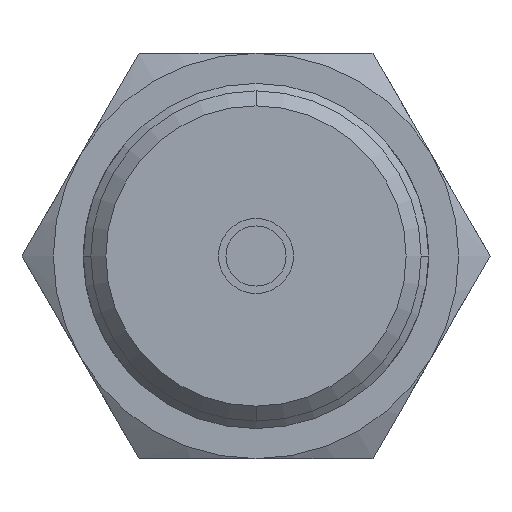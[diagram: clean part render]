
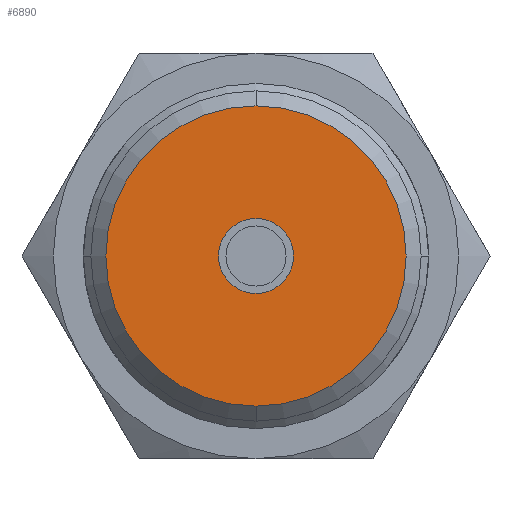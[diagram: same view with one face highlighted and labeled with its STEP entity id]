
A CAD part, left-side view. The second image highlights one B-rep face of the part: STEP entity #6890.
In plain terms, the highlighted planar face has unit normal (-1, 0, 0).
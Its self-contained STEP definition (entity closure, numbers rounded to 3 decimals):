
#94 = CARTESIAN_POINT ( 'NONE',  ( -68., 0., -10. ) ) ;
#194 = DIRECTION ( 'NONE',  ( 0., 0., -1. ) ) ;
#470 = AXIS2_PLACEMENT_3D ( 'NONE', #4923, #10804, #5749 ) ;
#672 = EDGE_CURVE ( 'NONE', #6286, #1334, #1716, .T. ) ;
#1334 = VERTEX_POINT ( 'NONE', #3069 ) ;
#1535 = FACE_OUTER_BOUND ( 'NONE', #3343, .T. ) ;
#1716 = CIRCLE ( 'NONE', #9649, 10. ) ;
#1825 = CIRCLE ( 'NONE', #4632, 10. ) ;
#2187 = VERTEX_POINT ( 'NONE', #4050 ) ;
#3012 = EDGE_LOOP ( 'NONE', ( #8036, #4879 ) ) ;
#3069 = CARTESIAN_POINT ( 'NONE',  ( -68., 0., 10. ) ) ;
#3257 = DIRECTION ( 'NONE',  ( 1., 0., 0. ) ) ;
#3343 = EDGE_LOOP ( 'NONE', ( #9415, #5555 ) ) ;
#3561 = FACE_BOUND ( 'NONE', #3012, .T. ) ;
#4050 = CARTESIAN_POINT ( 'NONE',  ( -68., 0., 2.5 ) ) ;
#4632 = AXIS2_PLACEMENT_3D ( 'NONE', #10288, #5244, #194 ) ;
#4788 = DIRECTION ( 'NONE',  ( 0., 0., -1. ) ) ;
#4820 = DIRECTION ( 'NONE',  ( 1., 0., 0. ) ) ;
#4861 = CARTESIAN_POINT ( 'NONE',  ( -68., 0., 0. ) ) ;
#4879 = ORIENTED_EDGE ( 'NONE', *, *, #8321, .F. ) ;
#4923 = CARTESIAN_POINT ( 'NONE',  ( -68., 0., 0. ) ) ;
#5244 = DIRECTION ( 'NONE',  ( 1., 0., 0. ) ) ;
#5444 = CARTESIAN_POINT ( 'NONE',  ( -68., 0., -2.5 ) ) ;
#5555 = ORIENTED_EDGE ( 'NONE', *, *, #8230, .F. ) ;
#5556 = DIRECTION ( 'NONE',  ( -1., 0., 0. ) ) ;
#5725 = AXIS2_PLACEMENT_3D ( 'NONE', #10586, #5556, #6951 ) ;
#5749 = DIRECTION ( 'NONE',  ( 0., 0., -1. ) ) ;
#6286 = VERTEX_POINT ( 'NONE', #94 ) ;
#6890 = ADVANCED_FACE ( 'NONE', ( #3561, #1535 ), #9924, .F. ) ;
#6951 = DIRECTION ( 'NONE',  ( 0., 0., -1. ) ) ;
#8036 = ORIENTED_EDGE ( 'NONE', *, *, #9069, .F. ) ;
#8230 = EDGE_CURVE ( 'NONE', #1334, #6286, #1825, .T. ) ;
#8265 = CARTESIAN_POINT ( 'NONE',  ( -68., 2.5, 0. ) ) ;
#8321 = EDGE_CURVE ( 'NONE', #2187, #9713, #8555, .T. ) ;
#8555 = CIRCLE ( 'NONE', #5725, 2.5 ) ;
#8764 = CIRCLE ( 'NONE', #470, 2.5 ) ;
#9069 = EDGE_CURVE ( 'NONE', #9713, #2187, #8764, .T. ) ;
#9116 = DIRECTION ( 'NONE',  ( 0., 0., -1. ) ) ;
#9415 = ORIENTED_EDGE ( 'NONE', *, *, #672, .F. ) ;
#9649 = AXIS2_PLACEMENT_3D ( 'NONE', #4861, #4820, #4788 ) ;
#9713 = VERTEX_POINT ( 'NONE', #5444 ) ;
#9924 = PLANE ( 'NONE',  #10048 ) ;
#10048 = AXIS2_PLACEMENT_3D ( 'NONE', #8265, #3257, #9116 ) ;
#10288 = CARTESIAN_POINT ( 'NONE',  ( -68., 0., 0. ) ) ;
#10586 = CARTESIAN_POINT ( 'NONE',  ( -68., 0., 0. ) ) ;
#10804 = DIRECTION ( 'NONE',  ( -1., 0., 0. ) ) ;
